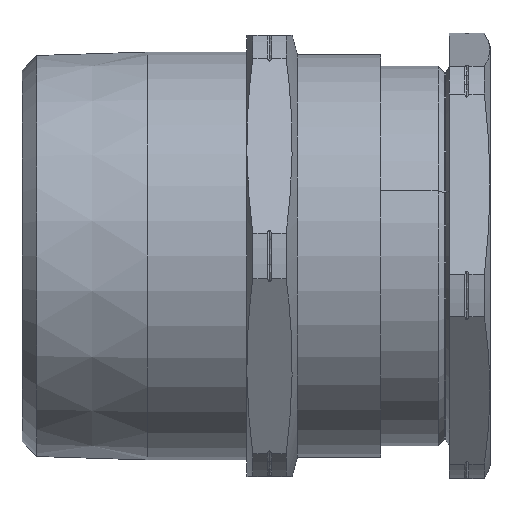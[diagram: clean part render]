
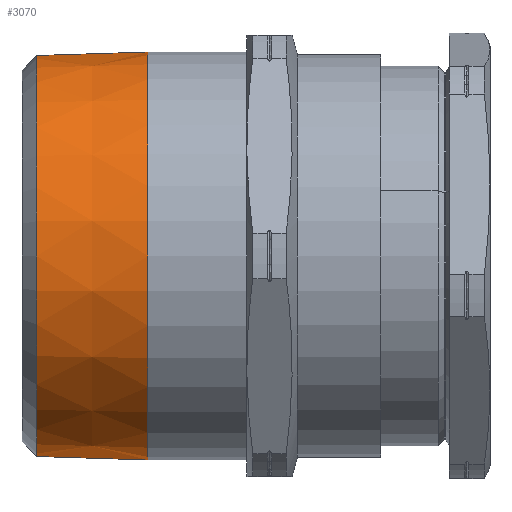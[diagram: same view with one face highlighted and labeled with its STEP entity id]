
A CAD part, front view. The second image highlights one B-rep face of the part: STEP entity #3070.
In plain terms, the highlighted conical face has half-angle 1.783 degrees and reference radius 35.813 mm.
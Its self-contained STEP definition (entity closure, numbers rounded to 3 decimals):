
#376 = VERTEX_POINT ( 'NONE', #1126 ) ;
#435 = CARTESIAN_POINT ( 'NONE',  ( 0., 0., 35.813 ) ) ;
#459 = DIRECTION ( 'NONE',  ( 0., 0., -1. ) ) ;
#496 = CARTESIAN_POINT ( 'NONE',  ( 2.622, 0., -35.895 ) ) ;
#573 = EDGE_LOOP ( 'NONE', ( #2476, #3534, #1359, #1768 ) ) ;
#593 = DIRECTION ( 'NONE',  ( -1., 0., 0. ) ) ;
#716 = EDGE_CURVE ( 'NONE', #2343, #3061, #2993, .T. ) ;
#719 = CARTESIAN_POINT ( 'NONE',  ( 0., 0., 0. ) ) ;
#985 = EDGE_CURVE ( 'NONE', #376, #3061, #3038, .T. ) ;
#1126 = CARTESIAN_POINT ( 'NONE',  ( 2.622, 0., 35.895 ) ) ;
#1156 = CARTESIAN_POINT ( 'NONE',  ( 22.54, 0., 0. ) ) ;
#1359 = ORIENTED_EDGE ( 'NONE', *, *, #1633, .T. ) ;
#1431 = VERTEX_POINT ( 'NONE', #496 ) ;
#1552 = DIRECTION ( 'NONE',  ( 1., 0., 0.031 ) ) ;
#1628 = AXIS2_PLACEMENT_3D ( 'NONE', #2895, #2341, #2620 ) ;
#1633 = EDGE_CURVE ( 'NONE', #1431, #2343, #3425, .T. ) ;
#1768 = ORIENTED_EDGE ( 'NONE', *, *, #716, .T. ) ;
#1806 = CARTESIAN_POINT ( 'NONE',  ( 22.54, 0., 36.515 ) ) ;
#1988 = DIRECTION ( 'NONE',  ( 0., 0., 1. ) ) ;
#2249 = VECTOR ( 'NONE', #3365, 1000. ) ;
#2341 = DIRECTION ( 'NONE',  ( 1., 0., 0. ) ) ;
#2343 = VERTEX_POINT ( 'NONE', #2391 ) ;
#2391 = CARTESIAN_POINT ( 'NONE',  ( 22.54, 0., -36.515 ) ) ;
#2416 = CIRCLE ( 'NONE', #1628, 35.895 ) ;
#2460 = FACE_OUTER_BOUND ( 'NONE', #573, .T. ) ;
#2476 = ORIENTED_EDGE ( 'NONE', *, *, #985, .F. ) ;
#2564 = AXIS2_PLACEMENT_3D ( 'NONE', #719, #2647, #459 ) ;
#2620 = DIRECTION ( 'NONE',  ( 0., 0., -1. ) ) ;
#2624 = VECTOR ( 'NONE', #1552, 1000. ) ;
#2647 = DIRECTION ( 'NONE',  ( 1., 0., 0. ) ) ;
#2710 = CONICAL_SURFACE ( 'NONE', #2564, 35.813, 0.031 ) ;
#2764 = CARTESIAN_POINT ( 'NONE',  ( 0., 0., -35.813 ) ) ;
#2895 = CARTESIAN_POINT ( 'NONE',  ( 2.622, 0., 0. ) ) ;
#2906 = AXIS2_PLACEMENT_3D ( 'NONE', #1156, #593, #1988 ) ;
#2993 = CIRCLE ( 'NONE', #2906, 36.515 ) ;
#3006 = EDGE_CURVE ( 'NONE', #376, #1431, #2416, .T. ) ;
#3038 = LINE ( 'NONE', #435, #2624 ) ;
#3061 = VERTEX_POINT ( 'NONE', #1806 ) ;
#3070 = ADVANCED_FACE ( 'NONE', ( #2460 ), #2710, .T. ) ;
#3365 = DIRECTION ( 'NONE',  ( 1., 0., -0.031 ) ) ;
#3425 = LINE ( 'NONE', #2764, #2249 ) ;
#3534 = ORIENTED_EDGE ( 'NONE', *, *, #3006, .T. ) ;
